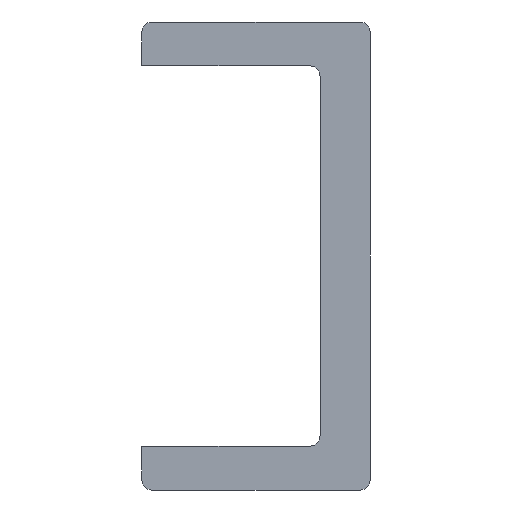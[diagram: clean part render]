
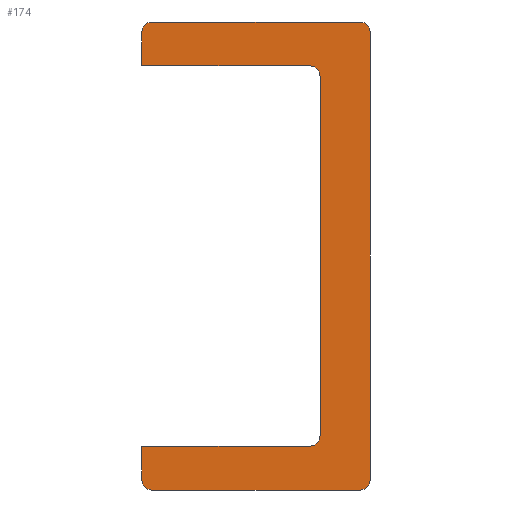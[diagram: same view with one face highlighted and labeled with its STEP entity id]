
A CAD part, front view. The second image highlights one B-rep face of the part: STEP entity #174.
In plain terms, the highlighted planar face has unit normal (0, -1, 0).
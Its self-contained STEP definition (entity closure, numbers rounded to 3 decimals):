
#174 = ADVANCED_FACE( '', ( #411 ), #412, .F. );
#411 = FACE_OUTER_BOUND( '', #746, .T. );
#412 = PLANE( '', #747 );
#746 = EDGE_LOOP( '', ( #1177, #1178, #1179, #1180, #1181, #1182, #1183, #1184, #1185, #1186, #1187, #1188, #1189, #1190 ) );
#747 = AXIS2_PLACEMENT_3D( '', #1191, #1192, #1193 );
#1177 = ORIENTED_EDGE( '', *, *, #1596, .F. );
#1178 = ORIENTED_EDGE( '', *, *, #1506, .T. );
#1179 = ORIENTED_EDGE( '', *, *, #1545, .F. );
#1180 = ORIENTED_EDGE( '', *, *, #1539, .T. );
#1181 = ORIENTED_EDGE( '', *, *, #1597, .F. );
#1182 = ORIENTED_EDGE( '', *, *, #1598, .F. );
#1183 = ORIENTED_EDGE( '', *, *, #1589, .F. );
#1184 = ORIENTED_EDGE( '', *, *, #1599, .F. );
#1185 = ORIENTED_EDGE( '', *, *, #1600, .F. );
#1186 = ORIENTED_EDGE( '', *, *, #1601, .F. );
#1187 = ORIENTED_EDGE( '', *, *, #1602, .F. );
#1188 = ORIENTED_EDGE( '', *, *, #1603, .T. );
#1189 = ORIENTED_EDGE( '', *, *, #1604, .F. );
#1190 = ORIENTED_EDGE( '', *, *, #1489, .T. );
#1191 = CARTESIAN_POINT( '', ( -10.5, 0., 21.5 ) );
#1192 = DIRECTION( '', ( 0., 1., 0. ) );
#1193 = DIRECTION( '', ( 0., 0., 1. ) );
#1489 = EDGE_CURVE( '', #1694, #1692, #1695, .F. );
#1506 = EDGE_CURVE( '', #1723, #1721, #1724, .F. );
#1539 = EDGE_CURVE( '', #1777, #1775, #1778, .F. );
#1545 = EDGE_CURVE( '', #1777, #1721, #1786, .T. );
#1589 = EDGE_CURVE( '', #1856, #1857, #1858, .T. );
#1596 = EDGE_CURVE( '', #1723, #1692, #1867, .T. );
#1597 = EDGE_CURVE( '', #1868, #1775, #1869, .T. );
#1598 = EDGE_CURVE( '', #1857, #1868, #1870, .T. );
#1599 = EDGE_CURVE( '', #1871, #1856, #1872, .T. );
#1600 = EDGE_CURVE( '', #1873, #1871, #1874, .T. );
#1601 = EDGE_CURVE( '', #1875, #1873, #1876, .T. );
#1602 = EDGE_CURVE( '', #1877, #1875, #1878, .T. );
#1603 = EDGE_CURVE( '', #1877, #1879, #1880, .F. );
#1604 = EDGE_CURVE( '', #1694, #1879, #1881, .T. );
#1692 = VERTEX_POINT( '', #1998 );
#1694 = VERTEX_POINT( '', #2001 );
#1695 = CIRCLE( '', #2002, 0.9 );
#1721 = VERTEX_POINT( '', #2029 );
#1723 = VERTEX_POINT( '', #2032 );
#1724 = CIRCLE( '', #2033, 0.9 );
#1775 = VERTEX_POINT( '', #2085 );
#1777 = VERTEX_POINT( '', #2088 );
#1778 = CIRCLE( '', #2089, 0.9 );
#1786 = LINE( '', #2098, #2099 );
#1856 = VERTEX_POINT( '', #2177 );
#1857 = VERTEX_POINT( '', #2178 );
#1858 = CIRCLE( '', #2179, 1. );
#1867 = LINE( '', #2190, #2191 );
#1868 = VERTEX_POINT( '', #2192 );
#1869 = LINE( '', #2193, #2194 );
#1870 = LINE( '', #2195, #2196 );
#1871 = VERTEX_POINT( '', #2197 );
#1872 = LINE( '', #2198, #2199 );
#1873 = VERTEX_POINT( '', #2200 );
#1874 = CIRCLE( '', #2201, 1. );
#1875 = VERTEX_POINT( '', #2202 );
#1876 = LINE( '', #2203, #2204 );
#1877 = VERTEX_POINT( '', #2205 );
#1878 = LINE( '', #2206, #2207 );
#1879 = VERTEX_POINT( '', #2208 );
#1880 = CIRCLE( '', #2209, 0.9 );
#1881 = LINE( '', #2210, #2211 );
#1998 = CARTESIAN_POINT( '', ( 10.5, 0., -20.6 ) );
#2001 = CARTESIAN_POINT( '', ( 9.6, 0., -21.5 ) );
#2002 = AXIS2_PLACEMENT_3D( '', #2336, #2337, #2338 );
#2029 = CARTESIAN_POINT( '', ( 9.6, 0., 21.5 ) );
#2032 = CARTESIAN_POINT( '', ( 10.5, 0., 20.6 ) );
#2033 = AXIS2_PLACEMENT_3D( '', #2368, #2369, #2370 );
#2085 = CARTESIAN_POINT( '', ( -10.5, 0., 20.6 ) );
#2088 = CARTESIAN_POINT( '', ( -9.6, 0., 21.5 ) );
#2089 = AXIS2_PLACEMENT_3D( '', #2427, #2428, #2429 );
#2098 = CARTESIAN_POINT( '', ( -10.5, 0., 21.5 ) );
#2099 = VECTOR( '', #2437, 1000. );
#2177 = CARTESIAN_POINT( '', ( 5.9, 0., 16.5 ) );
#2178 = CARTESIAN_POINT( '', ( 4.9, 0., 17.5 ) );
#2179 = AXIS2_PLACEMENT_3D( '', #2509, #2510, #2511 );
#2190 = CARTESIAN_POINT( '', ( 10.5, 0., 21.5 ) );
#2191 = VECTOR( '', #2520, 1000. );
#2192 = CARTESIAN_POINT( '', ( -10.5, 0., 17.5 ) );
#2193 = CARTESIAN_POINT( '', ( -10.5, 0., -21.5 ) );
#2194 = VECTOR( '', #2521, 1000. );
#2195 = CARTESIAN_POINT( '', ( 4.9, 0., 17.5 ) );
#2196 = VECTOR( '', #2522, 1000. );
#2197 = CARTESIAN_POINT( '', ( 5.9, 0., -16.5 ) );
#2198 = CARTESIAN_POINT( '', ( 5.9, 0., 16.5 ) );
#2199 = VECTOR( '', #2523, 1000. );
#2200 = CARTESIAN_POINT( '', ( 4.9, 0., -17.5 ) );
#2201 = AXIS2_PLACEMENT_3D( '', #2524, #2525, #2526 );
#2202 = CARTESIAN_POINT( '', ( -10.5, 0., -17.5 ) );
#2203 = CARTESIAN_POINT( '', ( 4.9, 0., -17.5 ) );
#2204 = VECTOR( '', #2527, 1000. );
#2205 = CARTESIAN_POINT( '', ( -10.5, 0., -20.6 ) );
#2206 = CARTESIAN_POINT( '', ( -10.5, 0., -21.5 ) );
#2207 = VECTOR( '', #2528, 1000. );
#2208 = CARTESIAN_POINT( '', ( -9.6, 0., -21.5 ) );
#2209 = AXIS2_PLACEMENT_3D( '', #2529, #2530, #2531 );
#2210 = CARTESIAN_POINT( '', ( 10.5, 0., -21.5 ) );
#2211 = VECTOR( '', #2532, 1000. );
#2336 = CARTESIAN_POINT( '', ( 9.6, 0., -20.6 ) );
#2337 = DIRECTION( '', ( 0., 1., 0. ) );
#2338 = DIRECTION( '', ( 0., 0., 1. ) );
#2368 = CARTESIAN_POINT( '', ( 9.6, 0., 20.6 ) );
#2369 = DIRECTION( '', ( 0., 1., 0. ) );
#2370 = DIRECTION( '', ( 0., 0., 1. ) );
#2427 = CARTESIAN_POINT( '', ( -9.6, 0., 20.6 ) );
#2428 = DIRECTION( '', ( 0., 1., 0. ) );
#2429 = DIRECTION( '', ( 0., 0., 1. ) );
#2437 = DIRECTION( '', ( 1., 0., 0. ) );
#2509 = CARTESIAN_POINT( '', ( 4.9, 0., 16.5 ) );
#2510 = DIRECTION( '', ( 0., -1., 0. ) );
#2511 = DIRECTION( '', ( -1., 0., 0. ) );
#2520 = DIRECTION( '', ( 0., 0., -1. ) );
#2521 = DIRECTION( '', ( 0., 0., 1. ) );
#2522 = DIRECTION( '', ( -1., 0., 0. ) );
#2523 = DIRECTION( '', ( 0., 0., 1. ) );
#2524 = CARTESIAN_POINT( '', ( 4.9, 0., -16.5 ) );
#2525 = DIRECTION( '', ( 0., -1., 0. ) );
#2526 = DIRECTION( '', ( -1., 0., 0. ) );
#2527 = DIRECTION( '', ( 1., 0., 0. ) );
#2528 = DIRECTION( '', ( 0., 0., 1. ) );
#2529 = CARTESIAN_POINT( '', ( -9.6, 0., -20.6 ) );
#2530 = DIRECTION( '', ( 0., 1., 0. ) );
#2531 = DIRECTION( '', ( 0., 0., 1. ) );
#2532 = DIRECTION( '', ( -1., 0., 0. ) );
